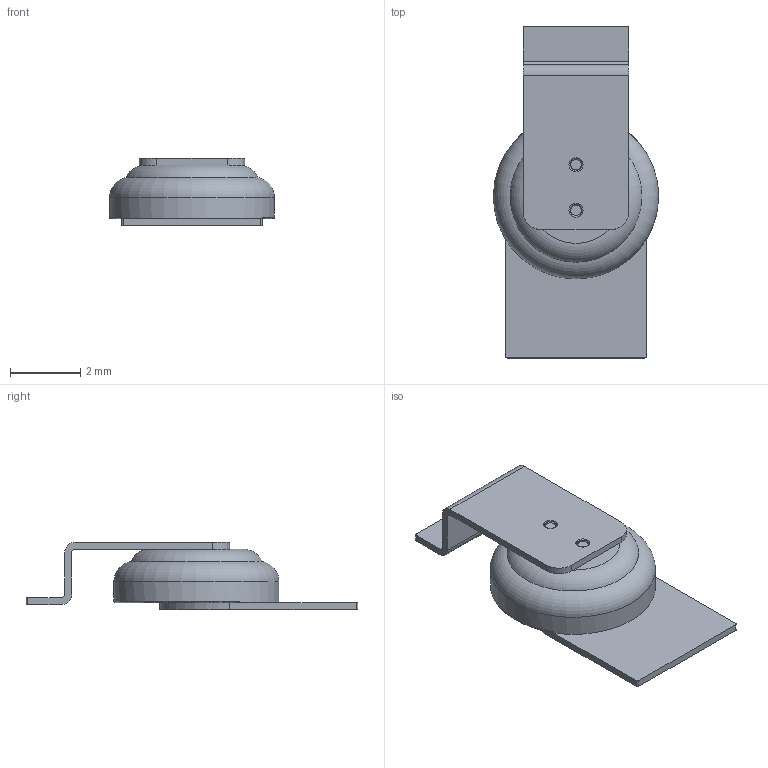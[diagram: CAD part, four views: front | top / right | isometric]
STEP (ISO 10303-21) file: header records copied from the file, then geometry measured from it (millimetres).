
FILE_DESCRIPTION(/* description */ (''),/* implementation_level */ '2;1');
FILE_NAME(/* name */ 'Elna America - DSK H1.8MM.step',/* time_stamp */ '2020-05-13T19:37:52+01:00',/* author */ (''),/* organization */ (''),/* preprocessor_version */ 'ST-DEVELOPER v18.1',/* originating_system */ 'Autodesk Translation Framework v9.2.0.1227',/* authorisation */ '');
FILE_SCHEMA (('AUTOMOTIVE_DESIGN { 1 0 10303 214 3 1 1 }'));
Length unit declared in the file: millimetre
Products named in the file (1): Elna America - DSK H1.8MM
Bounding box: 4.7 x 9.45 x 1.93 mm (x, y, z)
Volume: 31.2 mm3; surface area: 110.7 mm2
Topology: 1 solids, 1 shells, 44 faces, 108 edges, 70 vertices
Faces by surface type: plane 21, cylinder 12, torus 11
Full cylindrical faces by diameter (mm): 4.7 x1
Entity records: 1377 total; most frequent: DIRECTION 251, CARTESIAN_POINT 245, ORIENTED_EDGE 216, EDGE_CURVE 108, AXIS2_PLACEMENT_3D 100, VERTEX_POINT 70, CIRCLE 55, LINE 51
